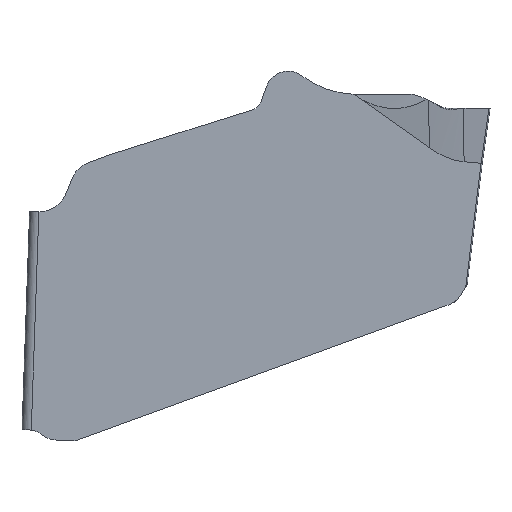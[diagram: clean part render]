
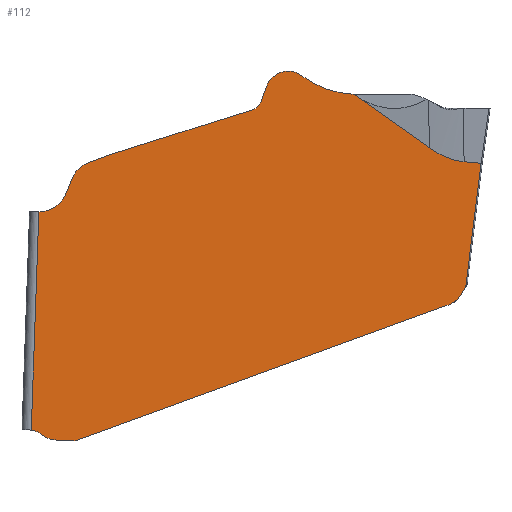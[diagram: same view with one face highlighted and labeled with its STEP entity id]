
A CAD part, left-side view. The second image highlights one B-rep face of the part: STEP entity #112.
In plain terms, the highlighted planar face has unit normal (-1, 0, 0).
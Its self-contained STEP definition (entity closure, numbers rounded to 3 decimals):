
#112=ADVANCED_FACE('',(#207),#170,.T.);
#170=PLANE('',#1943);
#207=FACE_OUTER_BOUND('',#281,.T.);
#281=EDGE_LOOP('',(#458,#459,#460,#461,#462,#463,#464,#465,#466,#467,#468,
#469,#470,#471,#472,#473,#474,#475,#476,#477,#478,#479));
#458=ORIENTED_EDGE('',*,*,#947,.F.);
#459=ORIENTED_EDGE('',*,*,#934,.F.);
#460=ORIENTED_EDGE('',*,*,#938,.F.);
#461=ORIENTED_EDGE('',*,*,#946,.F.);
#462=ORIENTED_EDGE('',*,*,#948,.F.);
#463=ORIENTED_EDGE('',*,*,#949,.T.);
#464=ORIENTED_EDGE('',*,*,#950,.F.);
#465=ORIENTED_EDGE('',*,*,#951,.F.);
#466=ORIENTED_EDGE('',*,*,#952,.T.);
#467=ORIENTED_EDGE('',*,*,#953,.T.);
#468=ORIENTED_EDGE('',*,*,#954,.F.);
#469=ORIENTED_EDGE('',*,*,#955,.T.);
#470=ORIENTED_EDGE('',*,*,#956,.T.);
#471=ORIENTED_EDGE('',*,*,#957,.T.);
#472=ORIENTED_EDGE('',*,*,#958,.T.);
#473=ORIENTED_EDGE('',*,*,#959,.T.);
#474=ORIENTED_EDGE('',*,*,#960,.T.);
#475=ORIENTED_EDGE('',*,*,#961,.F.);
#476=ORIENTED_EDGE('',*,*,#962,.F.);
#477=ORIENTED_EDGE('',*,*,#963,.F.);
#478=ORIENTED_EDGE('',*,*,#964,.F.);
#479=ORIENTED_EDGE('',*,*,#965,.F.);
#788=VERTEX_POINT('',#3331);
#789=VERTEX_POINT('',#3332);
#791=VERTEX_POINT('',#3343);
#797=VERTEX_POINT('',#3386);
#798=VERTEX_POINT('',#3390);
#799=VERTEX_POINT('',#3392);
#800=VERTEX_POINT('',#3394);
#801=VERTEX_POINT('',#3396);
#802=VERTEX_POINT('',#3398);
#803=VERTEX_POINT('',#3400);
#804=VERTEX_POINT('',#3402);
#805=VERTEX_POINT('',#3404);
#806=VERTEX_POINT('',#3406);
#807=VERTEX_POINT('',#3408);
#808=VERTEX_POINT('',#3410);
#809=VERTEX_POINT('',#3412);
#810=VERTEX_POINT('',#3414);
#811=VERTEX_POINT('',#3416);
#812=VERTEX_POINT('',#3418);
#813=VERTEX_POINT('',#3420);
#814=VERTEX_POINT('',#3422);
#815=VERTEX_POINT('',#3424);
#934=EDGE_CURVE('',#788,#789,#1498,.T.);
#938=EDGE_CURVE('',#791,#788,#1156,.T.);
#946=EDGE_CURVE('',#797,#791,#1503,.T.);
#947=EDGE_CURVE('',#789,#798,#1504,.T.);
#948=EDGE_CURVE('',#799,#797,#1505,.T.);
#949=EDGE_CURVE('',#799,#800,#1206,.T.);
#950=EDGE_CURVE('',#801,#800,#1207,.T.);
#951=EDGE_CURVE('',#802,#801,#1506,.T.);
#952=EDGE_CURVE('',#802,#803,#1208,.T.);
#953=EDGE_CURVE('',#803,#804,#1507,.T.);
#954=EDGE_CURVE('',#805,#804,#1209,.T.);
#955=EDGE_CURVE('',#805,#806,#1508,.T.);
#956=EDGE_CURVE('',#806,#807,#1210,.T.);
#957=EDGE_CURVE('',#807,#808,#1509,.T.);
#958=EDGE_CURVE('',#808,#809,#1211,.T.);
#959=EDGE_CURVE('',#809,#810,#1510,.T.);
#960=EDGE_CURVE('',#810,#811,#1212,.T.);
#961=EDGE_CURVE('',#812,#811,#1213,.T.);
#962=EDGE_CURVE('',#813,#812,#1511,.T.);
#963=EDGE_CURVE('',#814,#813,#1512,.T.);
#964=EDGE_CURVE('',#815,#814,#1214,.T.);
#965=EDGE_CURVE('',#798,#815,#1513,.T.);
#1156=B_SPLINE_CURVE_WITH_KNOTS('',3,(#3338,#3339,#3340,#3341,#3342),
 .UNSPECIFIED.,.F.,.F.,(4,1,4),(0.,0.5,1.),.UNSPECIFIED.);
#1206=CIRCLE('',#1934,2.);
#1207=CIRCLE('',#1935,0.495);
#1208=CIRCLE('',#1936,0.25);
#1209=CIRCLE('',#1937,0.5);
#1210=CIRCLE('',#1938,0.6);
#1211=CIRCLE('',#1939,0.6);
#1212=CIRCLE('',#1940,0.5);
#1213=CIRCLE('',#1941,0.5);
#1214=CIRCLE('',#1942,0.5);
#1498=LINE('',#3330,#1631);
#1503=LINE('',#3387,#1636);
#1504=LINE('',#3389,#1637);
#1505=LINE('',#3391,#1638);
#1506=LINE('',#3397,#1639);
#1507=LINE('',#3401,#1640);
#1508=LINE('',#3405,#1641);
#1509=LINE('',#3409,#1642);
#1510=LINE('',#3413,#1643);
#1511=LINE('',#3419,#1644);
#1512=LINE('',#3421,#1645);
#1513=LINE('',#3425,#1646);
#1631=VECTOR('',#2092,1.);
#1636=VECTOR('',#2101,1.);
#1637=VECTOR('',#2104,1.);
#1638=VECTOR('',#2105,1.);
#1639=VECTOR('',#2110,1.);
#1640=VECTOR('',#2113,1.);
#1641=VECTOR('',#2116,1.);
#1642=VECTOR('',#2119,1.);
#1643=VECTOR('',#2122,1.);
#1644=VECTOR('',#2127,1.);
#1645=VECTOR('',#2128,1.);
#1646=VECTOR('',#2131,1.);
#1934=AXIS2_PLACEMENT_3D('',#3393,#2106,#2107);
#1935=AXIS2_PLACEMENT_3D('',#3395,#2108,#2109);
#1936=AXIS2_PLACEMENT_3D('',#3399,#2111,#2112);
#1937=AXIS2_PLACEMENT_3D('',#3403,#2114,#2115);
#1938=AXIS2_PLACEMENT_3D('',#3407,#2117,#2118);
#1939=AXIS2_PLACEMENT_3D('',#3411,#2120,#2121);
#1940=AXIS2_PLACEMENT_3D('',#3415,#2123,#2124);
#1941=AXIS2_PLACEMENT_3D('',#3417,#2125,#2126);
#1942=AXIS2_PLACEMENT_3D('',#3423,#2129,#2130);
#1943=AXIS2_PLACEMENT_3D('',#3426,#2132,#2133);
#2092=DIRECTION('',(0.,-0.996,-0.092));
#2101=DIRECTION('',(0.,-0.815,-0.579));
#2104=DIRECTION('',(0.,0.123,-0.992));
#2105=DIRECTION('',(0.,0.035,-0.999));
#2106=DIRECTION('',(1.,0.,0.));
#2107=DIRECTION('',(0.,0.036,-0.999));
#2108=DIRECTION('',(1.,0.,0.));
#2109=DIRECTION('',(0.,0.94,0.342));
#2110=DIRECTION('',(0.,-0.342,0.94));
#2111=DIRECTION('',(1.,0.,0.));
#2112=DIRECTION('',(0.,-0.94,-0.342));
#2113=DIRECTION('',(0.,0.954,-0.301));
#2114=DIRECTION('',(1.,0.,0.));
#2115=DIRECTION('',(0.,0.342,0.94));
#2116=DIRECTION('',(0.,0.94,-0.342));
#2117=DIRECTION('',(-1.,0.,0.));
#2118=DIRECTION('',(0.,0.342,0.94));
#2119=DIRECTION('',(0.,0.375,-0.927));
#2120=DIRECTION('',(1.,0.,0.));
#2121=DIRECTION('',(0.,-0.927,-0.375));
#2122=DIRECTION('',(0.,0.035,-0.999));
#2123=DIRECTION('',(1.,0.,0.));
#2124=DIRECTION('',(0.,-0.135,0.991));
#2125=DIRECTION('',(1.,0.,0.));
#2126=DIRECTION('',(0.,0.035,-0.999));
#2127=DIRECTION('',(0.,0.999,0.035));
#2128=DIRECTION('',(0.,0.94,-0.342));
#2129=DIRECTION('',(1.,0.,0.));
#2130=DIRECTION('',(0.,-0.866,-0.5));
#2131=DIRECTION('',(0.,0.5,-0.866));
#2132=DIRECTION('',(-1.,0.,0.));
#2133=DIRECTION('',(0.,0.999,0.035));
#3330=CARTESIAN_POINT('',(-0.85,0.696,-1.156));
#3331=CARTESIAN_POINT('',(-0.85,0.696,-1.156));
#3332=CARTESIAN_POINT('',(-0.85,0.328,-1.19));
#3338=CARTESIAN_POINT('',(-0.85,1.45,-0.854));
#3339=CARTESIAN_POINT('',(-0.85,1.336,-0.935));
#3340=CARTESIAN_POINT('',(-0.85,1.098,-1.072));
#3341=CARTESIAN_POINT('',(-0.85,0.835,-1.143));
#3342=CARTESIAN_POINT('',(-0.85,0.696,-1.156));
#3343=CARTESIAN_POINT('',(-0.85,1.45,-0.854));
#3386=CARTESIAN_POINT('',(-0.85,3.071,0.297));
#3387=CARTESIAN_POINT('',(-0.85,3.071,0.297));
#3389=CARTESIAN_POINT('',(-0.85,0.328,-1.19));
#3390=CARTESIAN_POINT('',(-0.85,0.658,-3.851));
#3391=CARTESIAN_POINT('',(-0.85,3.071,0.301));
#3392=CARTESIAN_POINT('',(-0.85,3.071,0.301));
#3393=CARTESIAN_POINT('',(-0.85,3.,2.3));
#3394=CARTESIAN_POINT('',(-0.85,4.201,0.701));
#3395=CARTESIAN_POINT('',(-0.85,4.498,0.305));
#3396=CARTESIAN_POINT('',(-0.85,4.963,0.474));
#3397=CARTESIAN_POINT('',(-0.85,5.09,0.125));
#3398=CARTESIAN_POINT('',(-0.85,5.09,0.125));
#3399=CARTESIAN_POINT('',(-0.85,5.325,0.211));
#3400=CARTESIAN_POINT('',(-0.85,5.25,-0.028));
#3401=CARTESIAN_POINT('',(-0.85,5.25,-0.028));
#3402=CARTESIAN_POINT('',(-0.85,8.311,-0.993));
#3403=CARTESIAN_POINT('',(-0.85,8.161,-1.47));
#3404=CARTESIAN_POINT('',(-0.85,8.332,-1.));
#3405=CARTESIAN_POINT('',(-0.85,8.332,-1.));
#3406=CARTESIAN_POINT('',(-0.85,8.816,-1.176));
#3407=CARTESIAN_POINT('',(-0.85,8.61,-1.74));
#3408=CARTESIAN_POINT('',(-0.85,9.167,-1.515));
#3409=CARTESIAN_POINT('',(-0.85,9.167,-1.515));
#3410=CARTESIAN_POINT('',(-0.85,9.307,-1.862));
#3411=CARTESIAN_POINT('',(-0.85,9.863,-1.637));
#3412=CARTESIAN_POINT('',(-0.85,9.884,-2.237));
#3413=CARTESIAN_POINT('',(-0.85,9.884,-2.237));
#3414=CARTESIAN_POINT('',(-0.85,10.049,-6.956));
#3415=CARTESIAN_POINT('',(-0.85,10.116,-7.451));
#3416=CARTESIAN_POINT('',(-0.85,9.802,-7.062));
#3417=CARTESIAN_POINT('',(-0.85,9.489,-6.673));
#3418=CARTESIAN_POINT('',(-0.85,9.506,-7.173));
#3419=CARTESIAN_POINT('',(-0.85,9.103,-7.187));
#3420=CARTESIAN_POINT('',(-0.85,9.103,-7.187));
#3421=CARTESIAN_POINT('',(-0.85,1.021,-4.245));
#3422=CARTESIAN_POINT('',(-0.85,1.021,-4.245));
#3423=CARTESIAN_POINT('',(-0.85,1.192,-3.775));
#3424=CARTESIAN_POINT('',(-0.85,0.759,-4.025));
#3425=CARTESIAN_POINT('',(-0.85,0.658,-3.851));
#3426=CARTESIAN_POINT('',(-0.85,9.772,0.967));
